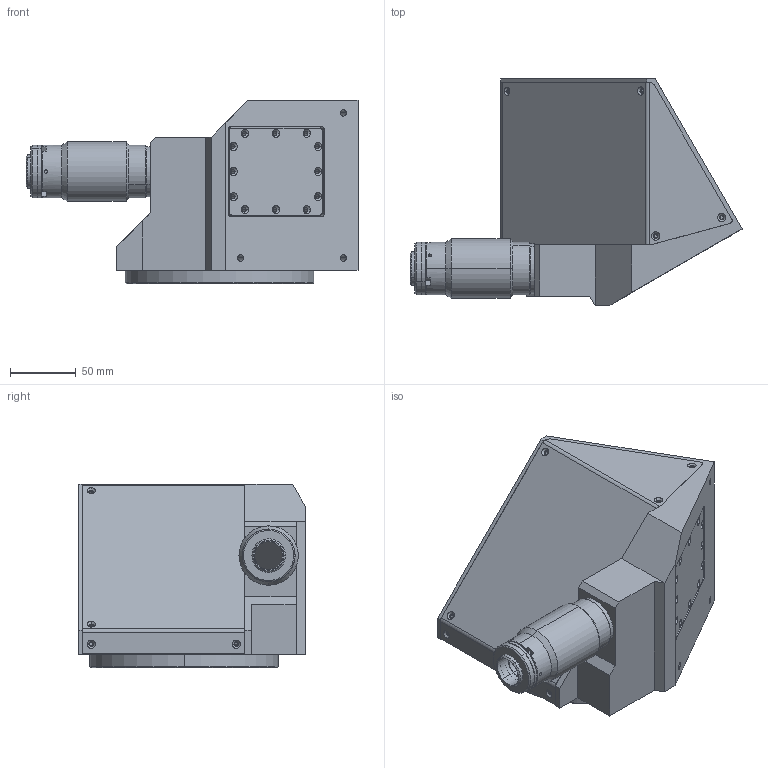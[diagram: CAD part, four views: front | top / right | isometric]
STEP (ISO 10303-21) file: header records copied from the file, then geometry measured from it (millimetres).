
FILE_DESCRIPTION (( 'STEP AP214' ), '1' );
FILE_NAME ('TCCR4M096-C.STEP', '2015-07-21T11:03:07', ( '' ), ( '' ), 'SwSTEP 2.0', 'SolidWorks 2013', '' );
FILE_SCHEMA (( 'AUTOMOTIVE_DESIGN' ));
Length unit declared in the file: millimetre
Products named in the file (1): TCCR4M096-C
Bounding box: 251.8 x 171.92 x 139 mm (x, y, z)
Surface area: 165040.6 mm2 (no closed solid volume)
Topology: 0 solids, 13 shells, 323 faces, 940 edges, 631 vertices
Faces by surface type: cylinder 158, cone 82, plane 81, sphere 2
Entity records: 14530 total; most frequent: CARTESIAN_POINT 2170, DIRECTION 1999, ORIENTED_EDGE 1577, EDGE_CURVE 940, AXIS2_PLACEMENT_3D 764, VERTEX_POINT 631, LINE 471, VECTOR 471
